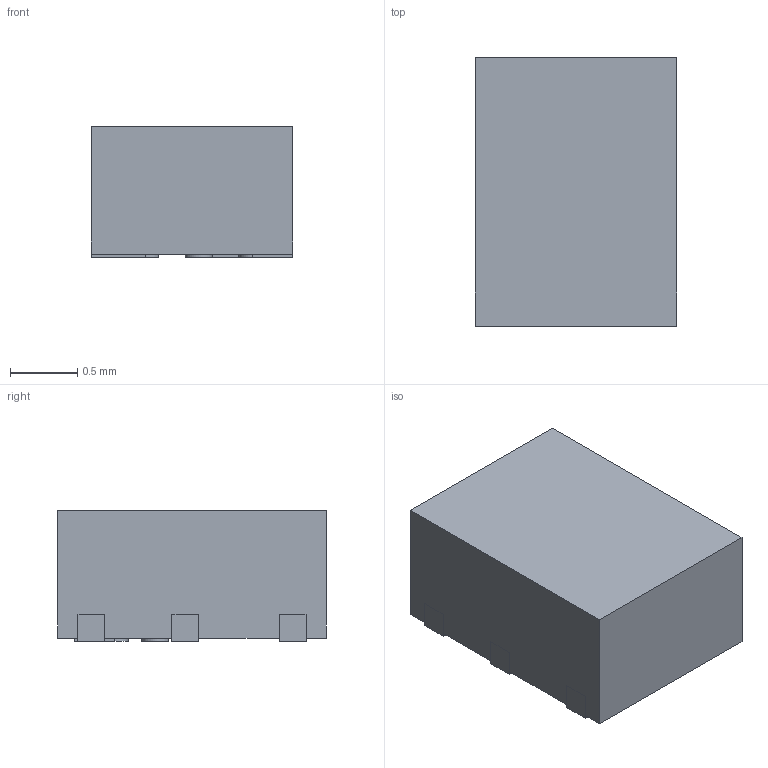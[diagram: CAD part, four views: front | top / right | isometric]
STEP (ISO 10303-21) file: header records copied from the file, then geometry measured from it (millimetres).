
FILE_DESCRIPTION((''),'2;1');
FILE_NAME('RXL0006A_ASM','2021-04-18T17:53:11',('a0414801'),(''),'CREO PARAMETRIC BY PTC INC, 2018500','CREO PARAMETRIC BY PTC INC, 2018500','');
FILE_SCHEMA(('AUTOMOTIVE_DESIGN { 1 0 10303 214 1 1 1 1 }'));
Length unit declared in the file: millimetre
Products named in the file (3): BODY-SON; FRAME-RXL0006A; RXL0006A_ASM
Assembly tree (2 placements, depth 2):
  RXL0006A_ASM
    BODY-SON
    FRAME-RXL0006A
Bounding box: 1.5 x 2 x 0.97 mm (x, y, z)
Volume: 2.9 mm3; surface area: 16.6 mm2
Topology: 7 solids, 7 shells, 72 faces, 174 edges, 116 vertices
Faces by surface type: plane 62, cylinder 10
Entity records: 2864 total; most frequent: CARTESIAN_POINT 374, DIRECTION 348, ORIENTED_EDGE 348, PRESENTATION_STYLE_ASSIGNMENT 187, STYLED_ITEM 181, CURVE_STYLE 174, EDGE_CURVE 174, VECTOR 154
